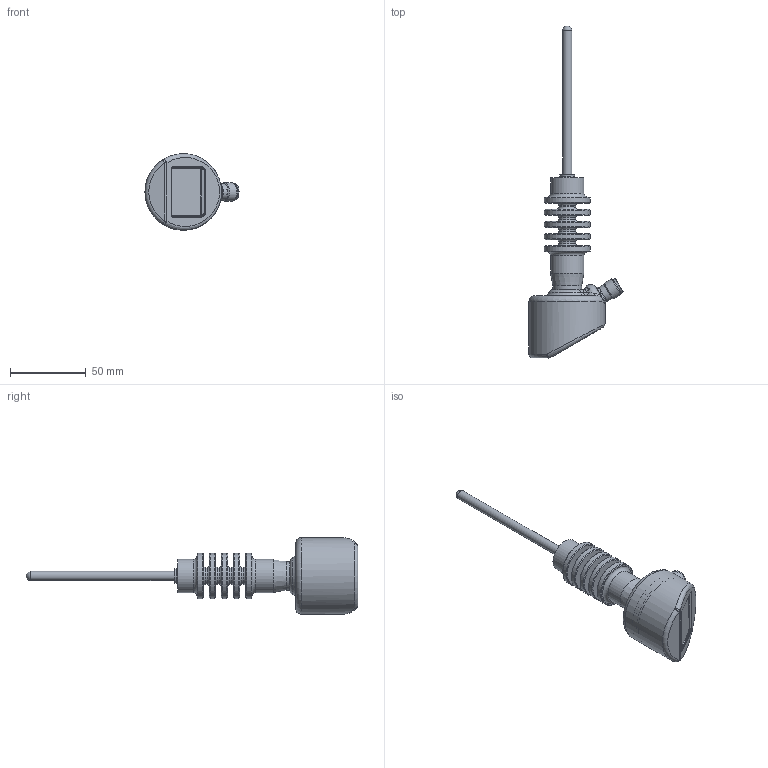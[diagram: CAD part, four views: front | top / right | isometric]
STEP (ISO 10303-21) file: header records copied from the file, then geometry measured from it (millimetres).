
FILE_DESCRIPTION(/* description */ ('Unknown'),/* implementation_level */ '2;1');
FILE_NAME(/* name */ 'PT55-T650.1#4#2221.20000000100',/* time_stamp */ '2024-09-11T14:33:51+02:00',/* author */ ('Unknown'),/* organization */ ('Baumer'),/* preprocessor_version */ 'ST-DEVELOPER v16.7',/* originating_system */ 'Solid Edge',/* authorisation */ 'Unknown');
FILE_SCHEMA (('AUTOMOTIVE_DESIGN {1 0 10303 214 3 1 1}'));
Products named in the file (1): Part20
Bounding box: 61.95 x 218.6 x 50.35 mm (x, y, z)
Volume: 47524.5 mm3; surface area: 45920.4 mm2
Topology: 1 solids, 5 shells, 1809 faces, 4803 edges, 3074 vertices
Faces by surface type: plane 980, cylinder 345, bspline 319, cone 76, torus 72, sphere 17
Full cylindrical faces by diameter (mm): 0.7 x6, 0.9 x2, 1 x4, 3 x1, 4 x1, 6 x2, 7 x1, 8 x1, 8.1 x1, 8.4 x2, 8.7 x1, 9 x1, 9.36 x1, 9.45 x1, 9.5 x1, 9.55 x1, 9.6 x1, 10.42 x1, 10.5 x1, 10.65 x1, 10.7 x2, 11 x4, 12 x1, 12.15 x1, 12.6 x1, 14.97 x1, 15.1 x1, 19 x2, 20 x4, 22 x2
Entity records: 76647 total; most frequent: CARTESIAN_POINT 22762, ORIENTED_EDGE 9124, DIRECTION 7062, EDGE_CURVE 4562, VERTEX_POINT 3008, AXIS2_PLACEMENT_3D 2470, FACE_BOUND 2132, EDGE_LOOP 2131
